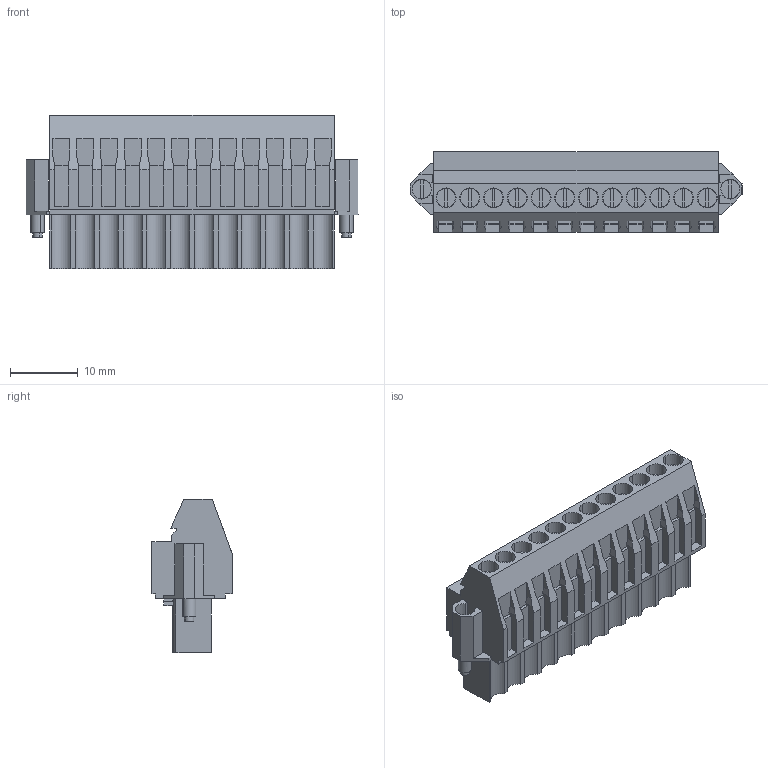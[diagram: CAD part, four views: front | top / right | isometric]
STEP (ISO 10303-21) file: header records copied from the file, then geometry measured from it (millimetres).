
FILE_DESCRIPTION(('CATIA V5 STEP Exchange','CAx-IF Rec.Pracs.--- Model Styling and Organization---1.2---2011-12-15'),'2;1');
FILE_NAME ('D1454076_0_1639340000_1639340000.stp','2017-04-18T08:32:53+00:00',('none'),('Weidmueller'),'CATIA Version 5-6 Release 2014','CATIA V5 STEP AP214','none');
FILE_SCHEMA(('AUTOMOTIVE_DESIGN { 1 0 10303 214 1 1 1 1 }'));
Length unit declared in the file: millimetre
Products named in the file (1): 1639340000
Bounding box: 48.94 x 11.83 x 22.6 mm (x, y, z)
Volume: 6603.4 mm3; surface area: 5453.2 mm2
Topology: 15 solids, 15 shells, 758 faces, 2080 edges, 1405 vertices
Faces by surface type: plane 641, cylinder 117
Entity records: 22512 total; most frequent: CARTESIAN_POINT 4194, ORIENTED_EDGE 4160, DIRECTION 3064, EDGE_CURVE 2080, VECTOR 1718, LINE 1718, VERTEX_POINT 1405, AXIS2_PLACEMENT_3D 839
